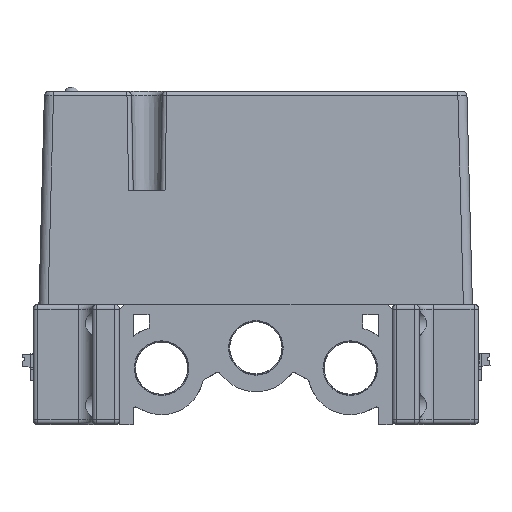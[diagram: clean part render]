
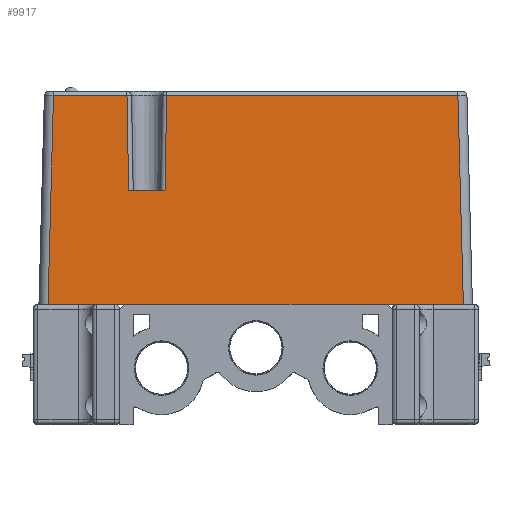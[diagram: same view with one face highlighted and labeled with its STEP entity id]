
A CAD part, front view. The second image highlights one B-rep face of the part: STEP entity #9917.
In plain terms, the highlighted planar face has unit normal (0, -1, 0.026).
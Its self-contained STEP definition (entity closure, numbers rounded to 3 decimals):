
#2767=FACE_OUTER_BOUND('',#52093,.T.);
#9917=ADVANCED_FACE('',(#2767),#15808,.T.);
#15808=PLANE('',#126556);
#21994=LINE('',#168351,#35462);
#25214=LINE('',#178097,#38682);
#25546=LINE('',#178994,#39014);
#25547=LINE('',#178997,#39015);
#25548=LINE('',#178999,#39016);
#25549=LINE('',#179001,#39017);
#25550=LINE('',#179003,#39018);
#25551=LINE('',#179005,#39019);
#25552=LINE('',#179007,#39020);
#25553=LINE('',#179008,#39021);
#35462=VECTOR('',#134202,1.);
#38682=VECTOR('',#141576,1.);
#39014=VECTOR('',#142222,1.);
#39015=VECTOR('',#142223,1.);
#39016=VECTOR('',#142224,1.);
#39017=VECTOR('',#142225,1.);
#39018=VECTOR('',#142226,1.);
#39019=VECTOR('',#142227,1.);
#39020=VECTOR('',#142228,1.);
#39021=VECTOR('',#142229,1.);
#52093=EDGE_LOOP('',(#66710,#66711,#66712,#66713,#66714,#66715,#66716,#66717,
#66718,#66719));
#66710=ORIENTED_EDGE('',*,*,#109639,.T.);
#66711=ORIENTED_EDGE('',*,*,#109640,.T.);
#66712=ORIENTED_EDGE('',*,*,#109641,.F.);
#66713=ORIENTED_EDGE('',*,*,#109642,.T.);
#66714=ORIENTED_EDGE('',*,*,#109643,.T.);
#66715=ORIENTED_EDGE('',*,*,#109644,.T.);
#66716=ORIENTED_EDGE('',*,*,#109645,.T.);
#66717=ORIENTED_EDGE('',*,*,#109197,.T.);
#66718=ORIENTED_EDGE('',*,*,#105168,.T.);
#66719=ORIENTED_EDGE('',*,*,#109646,.T.);
#93258=VERTEX_POINT('',#168350);
#93259=VERTEX_POINT('',#168352);
#95908=VERTEX_POINT('',#178098);
#96316=VERTEX_POINT('',#178995);
#96317=VERTEX_POINT('',#178996);
#96318=VERTEX_POINT('',#178998);
#96319=VERTEX_POINT('',#179000);
#96320=VERTEX_POINT('',#179002);
#96321=VERTEX_POINT('',#179004);
#96322=VERTEX_POINT('',#179006);
#105168=EDGE_CURVE('',#93259,#93258,#21994,.T.);
#109197=EDGE_CURVE('',#95908,#93259,#25214,.T.);
#109639=EDGE_CURVE('',#96316,#96317,#25546,.T.);
#109640=EDGE_CURVE('',#96317,#96318,#25547,.T.);
#109641=EDGE_CURVE('',#96319,#96318,#25548,.T.);
#109642=EDGE_CURVE('',#96319,#96320,#25549,.T.);
#109643=EDGE_CURVE('',#96320,#96321,#25550,.T.);
#109644=EDGE_CURVE('',#96321,#96322,#25551,.T.);
#109645=EDGE_CURVE('',#96322,#95908,#25552,.T.);
#109646=EDGE_CURVE('',#93258,#96316,#25553,.T.);
#126556=AXIS2_PLACEMENT_3D('',#179009,#142230,#142231);
#134202=DIRECTION('',(1.,0.,0.));
#141576=DIRECTION('',(1.,0.,0.));
#142222=DIRECTION('',(-1.,0.,0.));
#142223=DIRECTION('',(-0.017,-0.026,-1.));
#142224=DIRECTION('',(1.,0.,0.));
#142225=DIRECTION('',(-0.017,0.026,1.));
#142226=DIRECTION('',(-1.,0.,0.));
#142227=DIRECTION('',(-0.026,-0.026,-0.999));
#142228=DIRECTION('',(1.,0.,0.));
#142229=DIRECTION('',(-0.026,0.026,0.999));
#142230=DIRECTION('',(0.,-1.,0.026));
#142231=DIRECTION('',(0.,-0.026,-1.));
#168350=CARTESIAN_POINT('',(745.686,-1316.826,-0.1));
#168351=CARTESIAN_POINT('',(730.05,-1316.826,-0.1));
#168352=CARTESIAN_POINT('',(731.05,-1316.826,-0.1));
#178097=CARTESIAN_POINT('',(730.05,-1316.826,-0.1));
#178098=CARTESIAN_POINT('',(669.05,-1316.826,-0.1));
#178994=CARTESIAN_POINT('',(679.05,-1315.624,45.826));
#178995=CARTESIAN_POINT('',(744.484,-1315.624,45.826));
#178996=CARTESIAN_POINT('',(680.415,-1315.624,45.826));
#178997=CARTESIAN_POINT('',(680.049,-1316.172,24.883));
#178998=CARTESIAN_POINT('',(680.05,-1316.172,24.9));
#178999=CARTESIAN_POINT('',(676.05,-1316.172,24.9));
#179000=CARTESIAN_POINT('',(672.05,-1316.172,24.9));
#179001=CARTESIAN_POINT('',(671.685,-1315.624,45.809));
#179002=CARTESIAN_POINT('',(671.685,-1315.624,45.826));
#179003=CARTESIAN_POINT('',(655.542,-1315.624,45.826));
#179004=CARTESIAN_POINT('',(655.516,-1315.624,45.826));
#179005=CARTESIAN_POINT('',(654.345,-1316.795,1.095));
#179006=CARTESIAN_POINT('',(654.314,-1316.826,-0.1));
#179007=CARTESIAN_POINT('',(730.05,-1316.826,-0.1));
#179008=CARTESIAN_POINT('',(745.655,-1316.795,1.095));
#179009=CARTESIAN_POINT('',(700.,-1316.826,-0.1));
